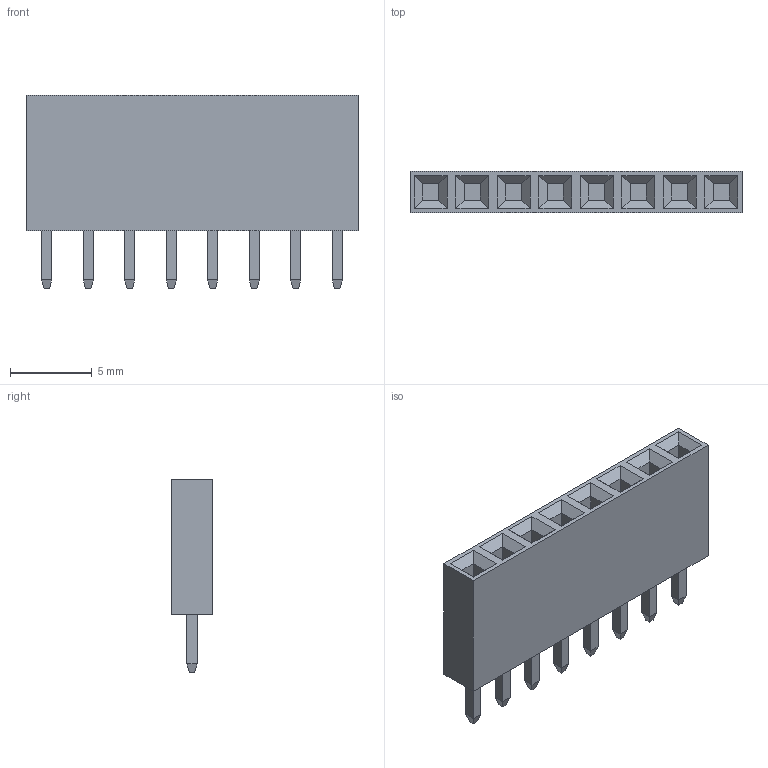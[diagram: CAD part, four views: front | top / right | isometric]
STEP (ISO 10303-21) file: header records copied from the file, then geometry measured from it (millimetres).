
FILE_DESCRIPTION(('FreeCAD Model'),'2;1');
FILE_NAME('1x8-female-pin-header.step', '2016-06-21T08:23:29',('Author'),(''), 'Open CASCADE STEP processor 6.8','FreeCAD','Unknown');
FILE_SCHEMA(('AUTOMOTIVE_DESIGN_CC2 { 1 2 10303 214 -1 1 5 4 }'));
Length unit declared in the file: inch
Products named in the file (2): ASSEMBLY; 1x8-female-pin-header
Assembly tree (1 placements, depth 2):
  ASSEMBLY
    1x8-female-pin-header
Bounding box: 20.32 x 2.54 x 11.85 mm (x, y, z)
Volume: 401.9 mm3; surface area: 678.9 mm2
Topology: 9 solids, 9 shells, 158 faces, 332 edges, 200 vertices
Faces by surface type: plane 126, bspline 32
Entity records: 9421 total; most frequent: CARTESIAN_POINT 1516, DIRECTION 1188, LINE 932, VECTOR 932, ORIENTED_EDGE 664, PCURVE 664, DEFINITIONAL_REPRESENTATION 664, EDGE_CURVE 332
